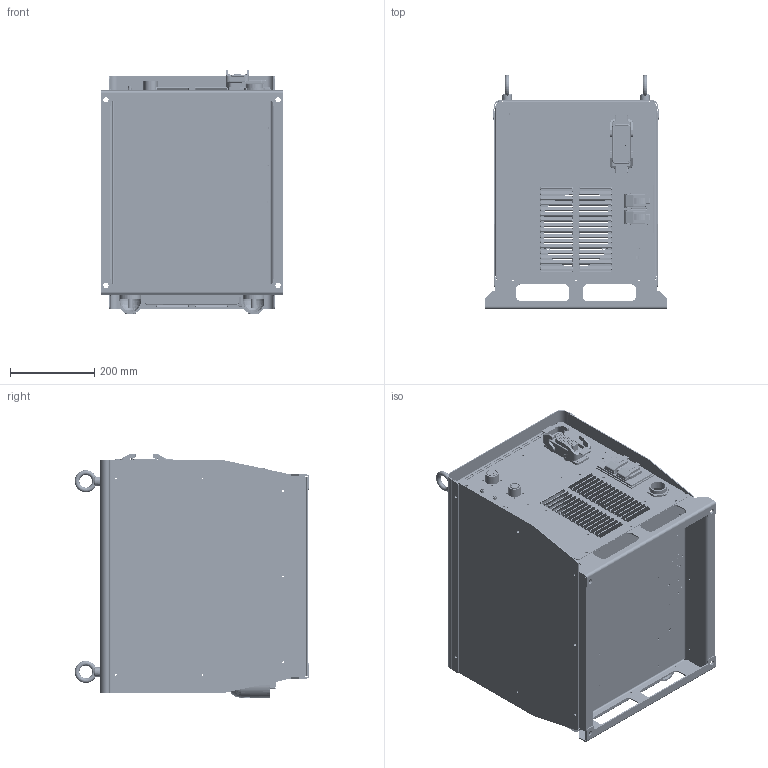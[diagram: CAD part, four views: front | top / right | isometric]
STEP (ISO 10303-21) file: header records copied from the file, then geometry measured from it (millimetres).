
FILE_DESCRIPTION (( 'STEP AP203' ), '1' );
FILE_NAME ('907151.STEP', '2006-10-25T17:44:42', ( ' ' ), ( '' ), 'SwSTEP 2.0', 'SolidWorks 2006052', '' );
FILE_SCHEMA (( 'CONFIG_CONTROL_DESIGN' ));
Products named in the file (37): 010467-2; 210865 and 210866_210865 RED; 010467_16ga Panel; 182406; 601880; 217297-2; 217297-1; 210476 and 210477_210477; 210480; 210492; Front PC Board; 186621_180732 Boot, Negative Output Stud; 907151; CMC Receptacle; PC-PORT; HANDHELD-PORT; 010467-1; 186621_179848 Boot, Postive Output Stud; 210865 and 210866_210866 BLACK; 039045 and 039049_039045; 210867; 039045 and 039049_039049; 217297; 217297-3; 210479_210479; 210482; 207979; 210358; Switch Knob; 201058; 201058-1; 201058-2; 179851; PB Switch; Circuit Breaker; Connector-2; Connector-1
Assembly tree (46 placements, depth 3):
  907151
    210480  x2
    PB Switch  x3
    210865 and 210866_210865 RED
      182406
      039045 and 039049_039049
      210867
      601880
    210482
    210865 and 210866_210866 BLACK
      601880
      039045 and 039049_039045
      210867
      182406
    HANDHELD-PORT
    201058
      201058-1
      201058-2  x2
    210358  x2
    Switch Knob
    186621_179848 Boot, Postive Output Stud
    210479_210479
    010467_16ga Panel
      010467-2
      010467-1
    210492
    Circuit Breaker  x2
    186621_180732 Boot, Negative Output Stud
    217297
      217297-1
      217297-3
      217297-2  x2
    207979
    Connector-1
    210476 and 210477_210477
    CMC Receptacle
    Connector-2
    PC-PORT
    Front PC Board
    179851
Bounding box: 434.55 x 557.34 x 581.81 mm (x, y, z)
Volume: 4147229.9 mm3; surface area: 3265195.7 mm2
Topology: 44 solids, 44 shells, 5920 faces, 15612 edges, 9943 vertices
Faces by surface type: cylinder 2684, plane 2533, bspline 495, torus 105, cone 77, sphere 26
Entity records: 282225 total; most frequent: CARTESIAN_POINT 145858, ORIENTED_EDGE 28574, DIRECTION 26240, EDGE_CURVE 14287, VERTEX_POINT 9137, AXIS2_PLACEMENT_3D 9113, VECTOR 8014, LINE 8014
